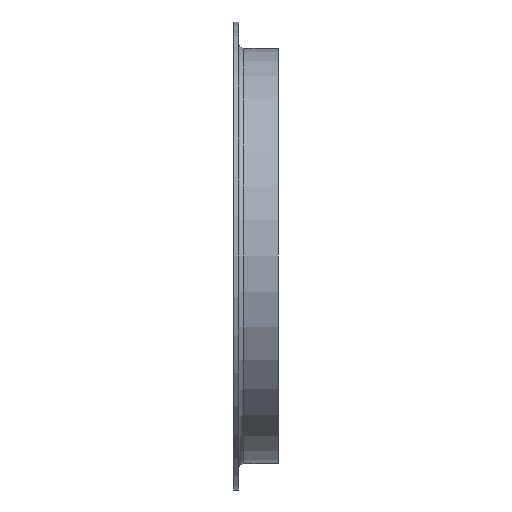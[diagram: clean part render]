
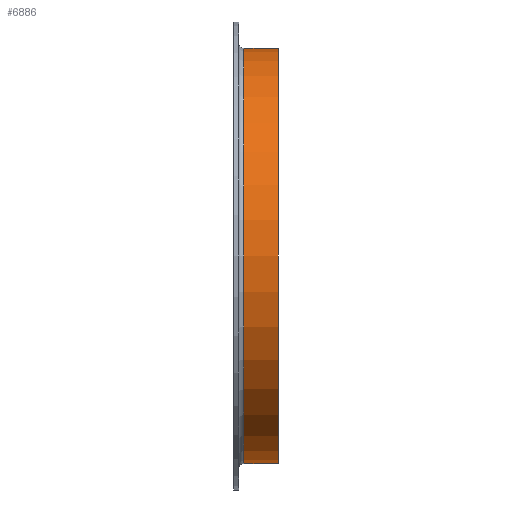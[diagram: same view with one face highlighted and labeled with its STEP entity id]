
A CAD part, front view. The second image highlights one B-rep face of the part: STEP entity #6886.
In plain terms, the highlighted cylindrical face has radius 161.95 mm (diameter 323.9 mm), a full revolution.
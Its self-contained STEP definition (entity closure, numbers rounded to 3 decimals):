
#191 = AXIS2_PLACEMENT_3D ( 'NONE', #12130, #13504, #2592 ) ;
#795 = VERTEX_POINT ( 'NONE', #4556 ) ;
#1312 = DIRECTION ( 'NONE',  ( 1., 0., 0. ) ) ;
#1315 = EDGE_LOOP ( 'NONE', ( #13911 ) ) ;
#2517 = FACE_OUTER_BOUND ( 'NONE', #1315, .T. ) ;
#2592 = DIRECTION ( 'NONE',  ( 0., 0., 1. ) ) ;
#2742 = AXIS2_PLACEMENT_3D ( 'NONE', #8709, #1312, #13576 ) ;
#4556 = CARTESIAN_POINT ( 'NONE',  ( 35., 0., 161.95 ) ) ;
#5794 = AXIS2_PLACEMENT_3D ( 'NONE', #11040, #9882, #14719 ) ;
#6173 = FACE_OUTER_BOUND ( 'NONE', #13459, .T. ) ;
#6186 = VERTEX_POINT ( 'NONE', #11839 ) ;
#6886 = ADVANCED_FACE ( 'NONE', ( #6173, #2517 ), #14460, .T. ) ;
#8709 = CARTESIAN_POINT ( 'NONE',  ( 8., 0., 0. ) ) ;
#9637 = CIRCLE ( 'NONE', #5794, 161.95 ) ;
#9882 = DIRECTION ( 'NONE',  ( -1., 0., 0. ) ) ;
#10357 = CIRCLE ( 'NONE', #2742, 161.95 ) ;
#11040 = CARTESIAN_POINT ( 'NONE',  ( 35., 0., 0. ) ) ;
#11839 = CARTESIAN_POINT ( 'NONE',  ( 8., 0., 161.95 ) ) ;
#11950 = ORIENTED_EDGE ( 'NONE', *, *, #12287, .T. ) ;
#12130 = CARTESIAN_POINT ( 'NONE',  ( 0., 0., 0. ) ) ;
#12287 = EDGE_CURVE ( 'NONE', #6186, #6186, #10357, .T. ) ;
#13459 = EDGE_LOOP ( 'NONE', ( #11950 ) ) ;
#13504 = DIRECTION ( 'NONE',  ( -1., 0., 0. ) ) ;
#13576 = DIRECTION ( 'NONE',  ( 0., 0., 1. ) ) ;
#13911 = ORIENTED_EDGE ( 'NONE', *, *, #14467, .T. ) ;
#14460 = CYLINDRICAL_SURFACE ( 'NONE', #191, 161.95 ) ;
#14467 = EDGE_CURVE ( 'NONE', #795, #795, #9637, .T. ) ;
#14719 = DIRECTION ( 'NONE',  ( 0., 0., 1. ) ) ;
